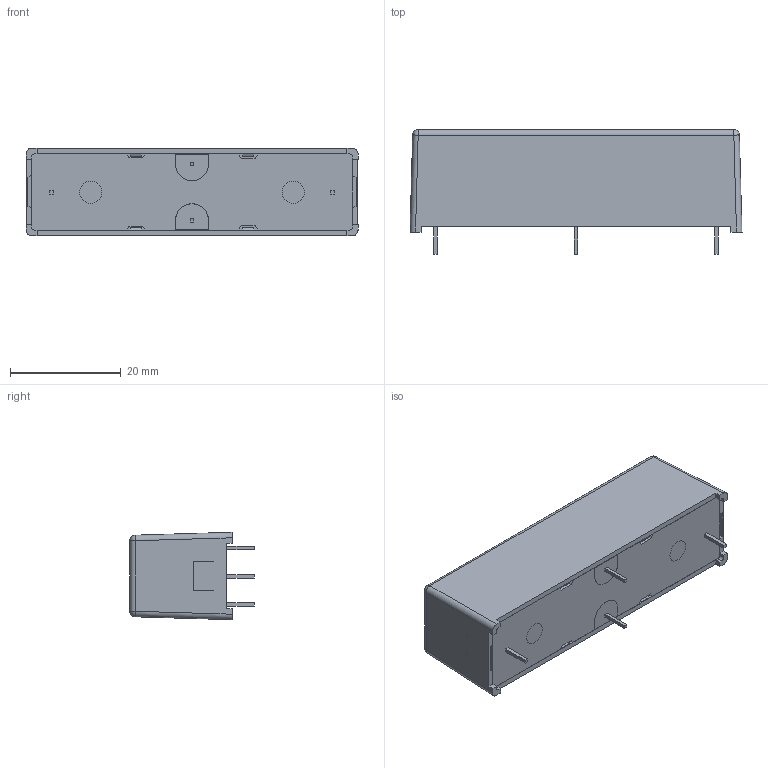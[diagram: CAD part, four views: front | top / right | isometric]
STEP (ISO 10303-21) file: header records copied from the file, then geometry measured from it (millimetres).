
FILE_DESCRIPTION (( 'STEP AP214' ), '1' );
FILE_NAME ('GR5LTA(B)x35_step_110112.STEP', '2012-11-01T22:34:40', ( 'RUlrich' ), ( 'Genco' ), 'SwSTEP 2.0', 'SolidWorks 2010', '' );
FILE_SCHEMA (( 'AUTOMOTIVE_DESIGN' ));
Length unit declared in the file: inch
Products named in the file (1): GR5LTA(B)x35_step_110112
Bounding box: 60 x 22.5 x 15.8 mm (x, y, z)
Volume: 3497.4 mm3; surface area: 8626.3 mm2
Topology: 10 solids, 10 shells, 175 faces, 439 edges, 286 vertices
Faces by surface type: plane 138, cylinder 33, sphere 4
Entity records: 7567 total; most frequent: CARTESIAN_POINT 915, ORIENTED_EDGE 870, DIRECTION 841, EDGE_CURVE 435, VECTOR 369, LINE 369, VERTEX_POINT 286, AXIS2_PLACEMENT_3D 236
